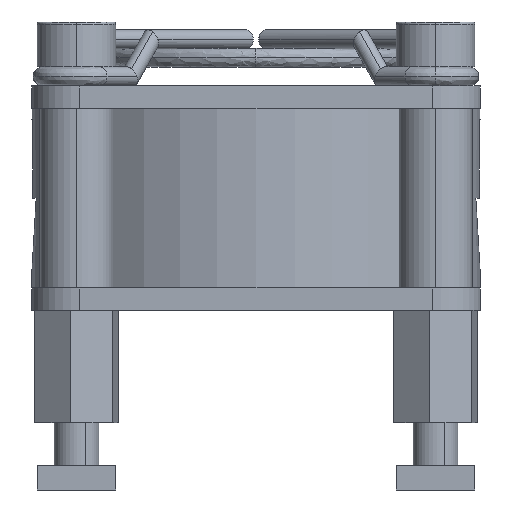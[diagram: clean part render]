
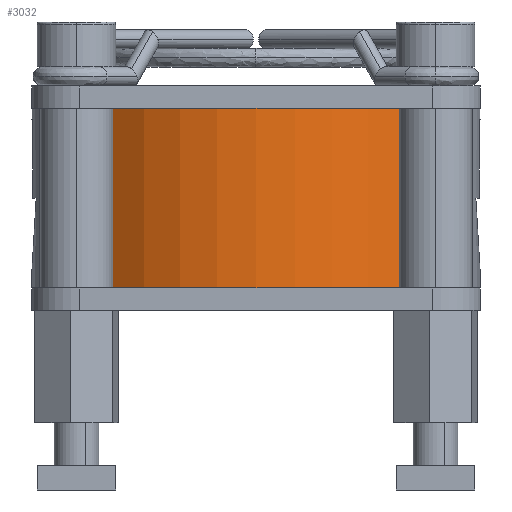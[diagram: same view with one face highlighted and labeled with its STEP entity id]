
A CAD part, left-side view. The second image highlights one B-rep face of the part: STEP entity #3032.
In plain terms, the highlighted cylindrical face has radius 20 mm (diameter 40 mm), a partial arc.
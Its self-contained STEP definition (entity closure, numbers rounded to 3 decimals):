
#110 = DIRECTION ( 'NONE',  ( 0., 0., -1. ) ) ;
#398 = ORIENTED_EDGE ( 'NONE', *, *, #5775, .T. ) ;
#632 = DIRECTION ( 'NONE',  ( 0., 0., 1. ) ) ;
#986 = DIRECTION ( 'NONE',  ( 1., 0., 0. ) ) ;
#1062 = CARTESIAN_POINT ( 'NONE',  ( 0., 0., -8. ) ) ;
#1207 = DIRECTION ( 'NONE',  ( 0., 0., 1. ) ) ;
#1563 = VECTOR ( 'NONE', #110, 1000. ) ;
#1624 = EDGE_LOOP ( 'NONE', ( #6825, #6649, #398, #8773, #6654, #10653 ) ) ;
#1655 = DIRECTION ( 'NONE',  ( 0., 0., 1. ) ) ;
#2080 = AXIS2_PLACEMENT_3D ( 'NONE', #1062, #5356, #10373 ) ;
#2092 = DIRECTION ( 'NONE',  ( 1., 0., 0. ) ) ;
#2120 = VERTEX_POINT ( 'NONE', #9780 ) ;
#2167 = AXIS2_PLACEMENT_3D ( 'NONE', #5476, #632, #2092 ) ;
#2737 = CARTESIAN_POINT ( 'NONE',  ( 0., 0., 8. ) ) ;
#2921 = DIRECTION ( 'NONE',  ( 1., 0., 0. ) ) ;
#2976 = CARTESIAN_POINT ( 'NONE',  ( -15.355, -12.815, -8. ) ) ;
#3032 = ADVANCED_FACE ( 'NONE', ( #5895 ), #7134, .T. ) ;
#3130 = EDGE_CURVE ( 'NONE', #4358, #2120, #10055, .T. ) ;
#3145 = EDGE_CURVE ( 'NONE', #3781, #2120, #4938, .T. ) ;
#3336 = CARTESIAN_POINT ( 'NONE',  ( -15.355, -12.815, 8. ) ) ;
#3403 = CARTESIAN_POINT ( 'NONE',  ( 0., 0., -8. ) ) ;
#3781 = VERTEX_POINT ( 'NONE', #3336 ) ;
#3991 = AXIS2_PLACEMENT_3D ( 'NONE', #8683, #8142, #986 ) ;
#4358 = VERTEX_POINT ( 'NONE', #4411 ) ;
#4383 = VERTEX_POINT ( 'NONE', #6022 ) ;
#4411 = CARTESIAN_POINT ( 'NONE',  ( -20., 0., -8. ) ) ;
#4938 = LINE ( 'NONE', #2976, #1563 ) ;
#5261 = VERTEX_POINT ( 'NONE', #7744 ) ;
#5262 = EDGE_CURVE ( 'NONE', #5261, #6430, #6394, .T. ) ;
#5356 = DIRECTION ( 'NONE',  ( 0., 0., 1. ) ) ;
#5471 = EDGE_CURVE ( 'NONE', #6430, #3781, #5780, .T. ) ;
#5476 = CARTESIAN_POINT ( 'NONE',  ( 0., 0., 8. ) ) ;
#5775 = EDGE_CURVE ( 'NONE', #4383, #4358, #6692, .T. ) ;
#5780 = CIRCLE ( 'NONE', #2167, 20. ) ;
#5895 = FACE_OUTER_BOUND ( 'NONE', #1624, .T. ) ;
#6020 = CARTESIAN_POINT ( 'NONE',  ( -15.355, 12.815, -8. ) ) ;
#6022 = CARTESIAN_POINT ( 'NONE',  ( -15.355, 12.815, -8. ) ) ;
#6394 = CIRCLE ( 'NONE', #9418, 20. ) ;
#6430 = VERTEX_POINT ( 'NONE', #10089 ) ;
#6649 = ORIENTED_EDGE ( 'NONE', *, *, #7551, .T. ) ;
#6654 = ORIENTED_EDGE ( 'NONE', *, *, #3145, .F. ) ;
#6692 = CIRCLE ( 'NONE', #8011, 20. ) ;
#6825 = ORIENTED_EDGE ( 'NONE', *, *, #5262, .F. ) ;
#7134 = CYLINDRICAL_SURFACE ( 'NONE', #2080, 20. ) ;
#7551 = EDGE_CURVE ( 'NONE', #5261, #4383, #7995, .T. ) ;
#7687 = DIRECTION ( 'NONE',  ( 1., 0., 0. ) ) ;
#7744 = CARTESIAN_POINT ( 'NONE',  ( -15.355, 12.815, 8. ) ) ;
#7995 = LINE ( 'NONE', #6020, #10456 ) ;
#8011 = AXIS2_PLACEMENT_3D ( 'NONE', #3403, #1207, #7687 ) ;
#8142 = DIRECTION ( 'NONE',  ( 0., 0., 1. ) ) ;
#8683 = CARTESIAN_POINT ( 'NONE',  ( 0., 0., -8. ) ) ;
#8773 = ORIENTED_EDGE ( 'NONE', *, *, #3130, .T. ) ;
#9418 = AXIS2_PLACEMENT_3D ( 'NONE', #2737, #1655, #2921 ) ;
#9780 = CARTESIAN_POINT ( 'NONE',  ( -15.355, -12.815, -8. ) ) ;
#9939 = DIRECTION ( 'NONE',  ( 0., 0., -1. ) ) ;
#10055 = CIRCLE ( 'NONE', #3991, 20. ) ;
#10089 = CARTESIAN_POINT ( 'NONE',  ( -20., 0., 8. ) ) ;
#10373 = DIRECTION ( 'NONE',  ( 1., 0., 0. ) ) ;
#10456 = VECTOR ( 'NONE', #9939, 1000. ) ;
#10653 = ORIENTED_EDGE ( 'NONE', *, *, #5471, .F. ) ;
